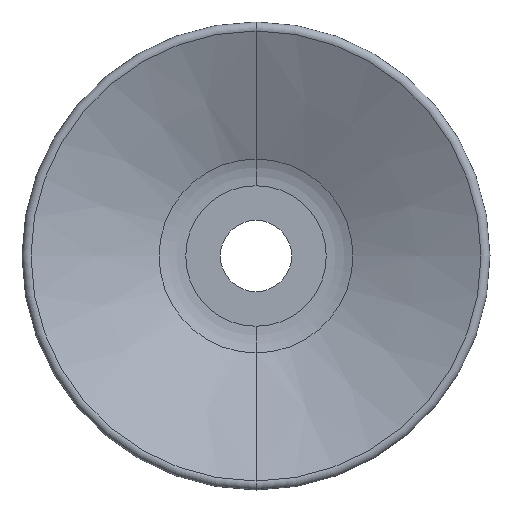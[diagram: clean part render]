
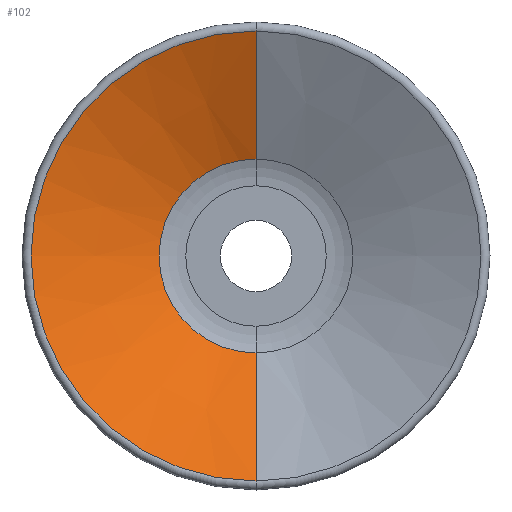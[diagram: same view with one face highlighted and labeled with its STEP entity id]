
A CAD part, front view. The second image highlights one B-rep face of the part: STEP entity #102.
In plain terms, the highlighted conical face has half-angle 65.231 degrees and reference radius 5.178 mm.
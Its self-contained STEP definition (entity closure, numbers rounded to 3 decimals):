
#102=ADVANCED_FACE('',(#260),#261,.F.);
#260=FACE_OUTER_BOUND('',#478,.T.);
#261=CONICAL_SURFACE('',#479,5.178,1.138);
#478=EDGE_LOOP('',(#3909,#3910,#3911,#3912));
#479=AXIS2_PLACEMENT_3D('',#3913,#3914,#3915);
#3909=ORIENTED_EDGE('',*,*,#4424,.T.);
#3910=ORIENTED_EDGE('',*,*,#4425,.T.);
#3911=ORIENTED_EDGE('',*,*,#4426,.F.);
#3912=ORIENTED_EDGE('',*,*,#4427,.F.);
#3913=CARTESIAN_POINT('',(0.0,-8.813,0.0));
#3914=DIRECTION('',(0.0,-1.0,-0.0));
#3915=DIRECTION('',(0.0,0.0,-1.0));
#4424=EDGE_CURVE('',#4688,#4689,#4690,.T.);
#4425=EDGE_CURVE('',#4689,#4682,#4691,.T.);
#4426=EDGE_CURVE('',#4683,#4682,#4692,.T.);
#4427=EDGE_CURVE('',#4688,#4683,#4693,.T.);
#4682=VERTEX_POINT('',#5407);
#4683=VERTEX_POINT('',#5408);
#4688=VERTEX_POINT('',#5413);
#4689=VERTEX_POINT('',#5414);
#4690=CIRCLE('',#5415,5.178);
#4691=LINE('',#5416,#5417);
#4692=CIRCLE('',#5418,12.018);
#4693=LINE('',#5419,#5420);
#5407=CARTESIAN_POINT('',(0.,-11.969,12.018));
#5408=CARTESIAN_POINT('',(0.0,-11.969,-12.018));
#5413=CARTESIAN_POINT('',(0.,-8.813,-5.178));
#5414=CARTESIAN_POINT('',(0.0,-8.813,5.178));
#5415=AXIS2_PLACEMENT_3D('',#6759,#6760,#6761);
#5416=CARTESIAN_POINT('',(0.,-8.813,5.178));
#5417=VECTOR('',#6762,1000.0);
#5418=AXIS2_PLACEMENT_3D('',#6763,#6764,#6765);
#5419=CARTESIAN_POINT('',(0.0,-8.813,-5.178));
#5420=VECTOR('',#6766,1000.0);
#6759=CARTESIAN_POINT('',(0.0,-8.813,0.0));
#6760=DIRECTION('',(0.0,1.0,0.0));
#6761=DIRECTION('',(0.0,0.0,1.0));
#6762=DIRECTION('',(0.,-0.419,0.908));
#6763=CARTESIAN_POINT('',(0.0,-11.969,0.0));
#6764=DIRECTION('',(0.0,1.0,0.0));
#6765=DIRECTION('',(0.0,0.0,1.0));
#6766=DIRECTION('',(0.0,-0.419,-0.908));
